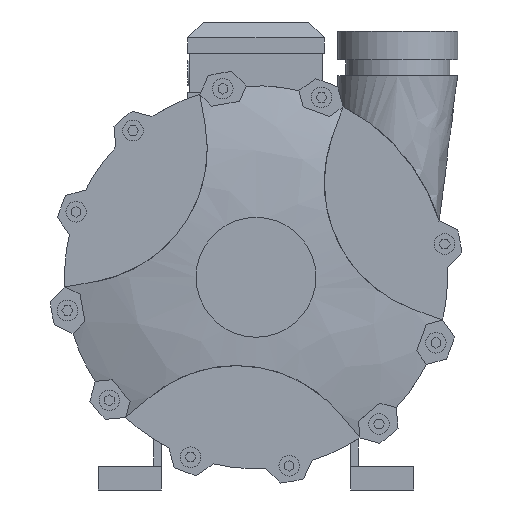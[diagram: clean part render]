
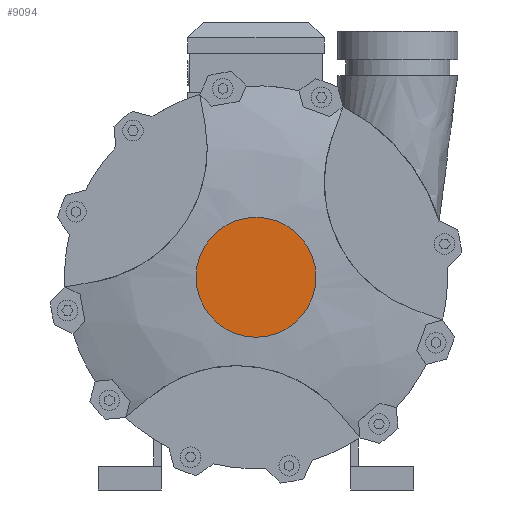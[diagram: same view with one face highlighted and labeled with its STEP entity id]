
A CAD part, left-side view. The second image highlights one B-rep face of the part: STEP entity #9094.
In plain terms, the highlighted planar face has unit normal (-1, 0, 0).
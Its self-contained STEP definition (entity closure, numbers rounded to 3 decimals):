
#2116=PLANE($,#9804);
#2611=FACE_OUTER_BOUND($,#3184,.T.);
#3184=EDGE_LOOP($,(#7230));
#3663=CIRCLE($,#9803,38.05);
#4266=VERTEX_POINT($,#14662);
#5351=EDGE_CURVE($,#4266,#4266,#3663,.T.);
#7230=ORIENTED_EDGE($,*,*,#5351,.F.);
#9094=ADVANCED_FACE($,(#2611),#2116,.T.);
#9803=AXIS2_PLACEMENT_3D($,#14663,#11464,#11465);
#9804=AXIS2_PLACEMENT_3D($,#14664,#11466,#11467);
#11464=DIRECTION('center_axis',(1.,0.,0.));
#11465=DIRECTION('ref_axis',(0.,-1.,0.));
#11466=DIRECTION('center_axis',(-1.,0.,0.));
#11467=DIRECTION('ref_axis',(0.,0.,1.));
#14662=CARTESIAN_POINT('',(-121.,38.05,135.));
#14663=CARTESIAN_POINT('Origin',(-121.,0.,135.));
#14664=CARTESIAN_POINT('Origin',(-121.,0.,135.));
